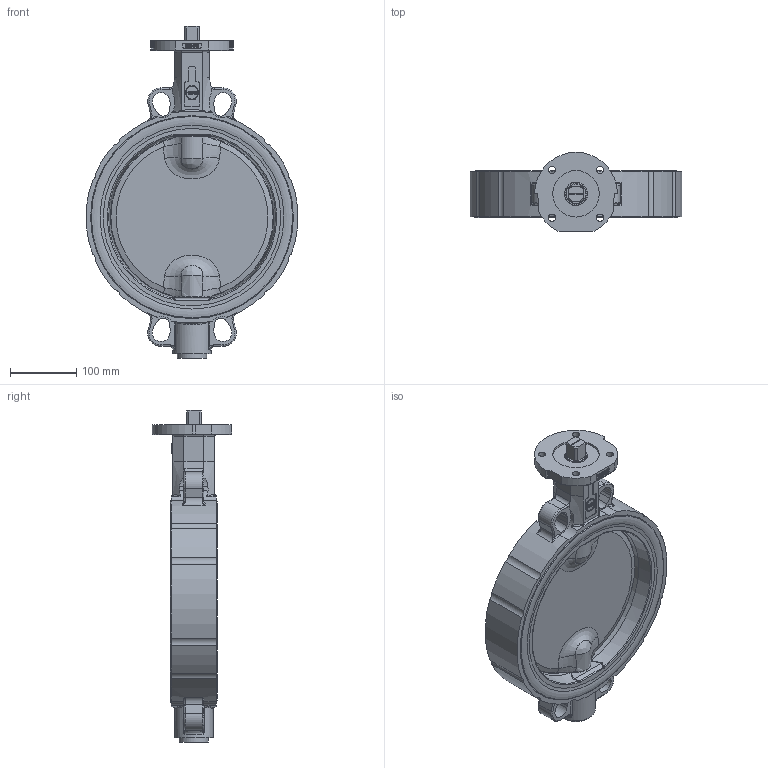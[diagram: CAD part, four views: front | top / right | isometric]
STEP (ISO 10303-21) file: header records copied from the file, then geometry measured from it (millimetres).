
FILE_DESCRIPTION((''),'2;1');
FILE_NAME('Z011-A-GG DN250.stp','2009-03-06T11:23:17',('hellwig'),(''),'Autodesk Inventor 2008','Autodesk Inventor 2008','');
FILE_SCHEMA(('AUTOMOTIVE_DESIGN { 1 0 10303 214 1 1 1 1 }'));
Length unit declared in the file: millimetre
Products named in the file (1): Bauteil3
Bounding box: 319.18 x 119.5 x 500.76 mm (x, y, z)
Volume: 3302383 mm3; surface area: 493663.1 mm2
Topology: 1 solids, 9 shells, 765 faces, 1997 edges, 1274 vertices
Faces by surface type: bspline 300, plane 202, cylinder 175, torus 45, cone 39, sphere 4
Full cylindrical faces by diameter (mm): 4 x1, 6 x1, 25.5 x2, 26 x1, 30 x6, 30.1 x1, 38 x2, 44 x2, 58 x1, 264.3 x1, 296 x1, 296.3 x1, 305.3 x1, 306 x1
Entity records: 37113 total; most frequent: CARTESIAN_POINT 19830, ORIENTED_EDGE 3728, DIRECTION 2779, EDGE_CURVE 1864, VERTEX_POINT 1233, AXIS2_PLACEMENT_3D 1040, EDGE_LOOP 920, FACE_OUTER_BOUND 765
